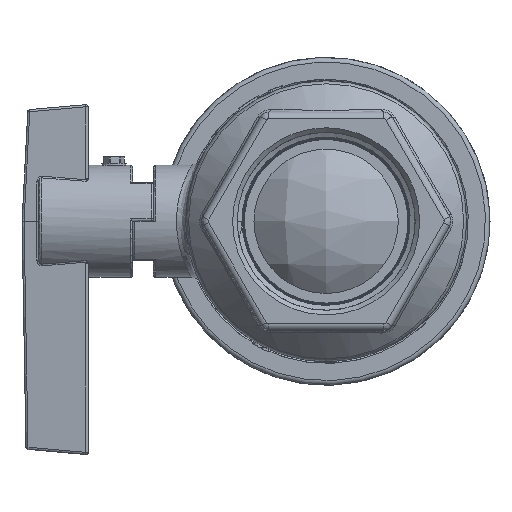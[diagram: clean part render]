
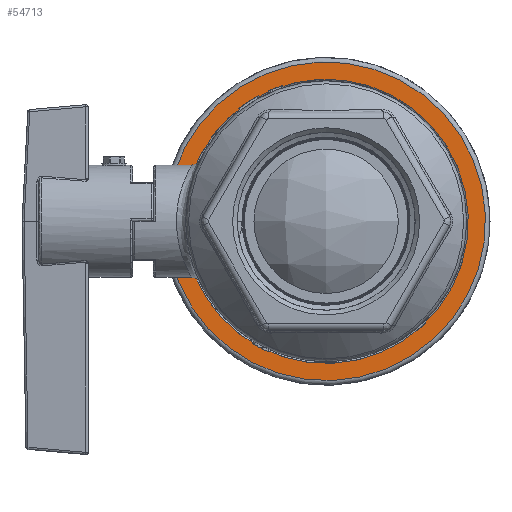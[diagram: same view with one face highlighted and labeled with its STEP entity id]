
A CAD part, left-side view. The second image highlights one B-rep face of the part: STEP entity #54713.
In plain terms, the highlighted face is planar.
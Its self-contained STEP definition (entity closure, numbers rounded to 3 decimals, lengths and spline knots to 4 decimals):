
#2354=FACE_BOUND('',#10754,.T.);
#3810=PLANE('',#58140);
#5790=CIRCLE('',#57847,1.9);
#5798=CIRCLE('',#58118,2.13);
#7579=FACE_OUTER_BOUND('',#10753,.T.);
#10753=EDGE_LOOP('',(#39460));
#10754=EDGE_LOOP('',(#39461));
#23519=VERTEX_POINT('',#73792);
#24225=VERTEX_POINT('',#80175);
#29013=EDGE_CURVE('',#23519,#23519,#5790,.T.);
#30068=EDGE_CURVE('',#24225,#24225,#5798,.T.);
#39460=ORIENTED_EDGE('',*,*,#30068,.F.);
#39461=ORIENTED_EDGE('',*,*,#29013,.F.);
#54713=ADVANCED_FACE('',(#7579,#2354),#3810,.T.);
#57847=AXIS2_PLACEMENT_3D('',#73793,#61780,#61781);
#58118=AXIS2_PLACEMENT_3D('',#80176,#62707,#62708);
#58140=AXIS2_PLACEMENT_3D('',#80250,#62768,#62769);
#61780=DIRECTION('center_axis',(1.,0.,0.));
#61781=DIRECTION('ref_axis',(0.,0.,-1.));
#62707=DIRECTION('center_axis',(-1.,0.,0.));
#62708=DIRECTION('ref_axis',(0.,-0.737,0.676));
#62768=DIRECTION('center_axis',(1.,0.,0.));
#62769=DIRECTION('ref_axis',(0.,0.,-1.));
#73792=CARTESIAN_POINT('',(0.,-1.9,0.));
#73793=CARTESIAN_POINT('Origin',(0.,0.,0.));
#80175=CARTESIAN_POINT('',(0.,0.,
2.13));
#80176=CARTESIAN_POINT('Origin',(0.,0.,0.));
#80250=CARTESIAN_POINT('Origin',(0.,1.9,0.));
